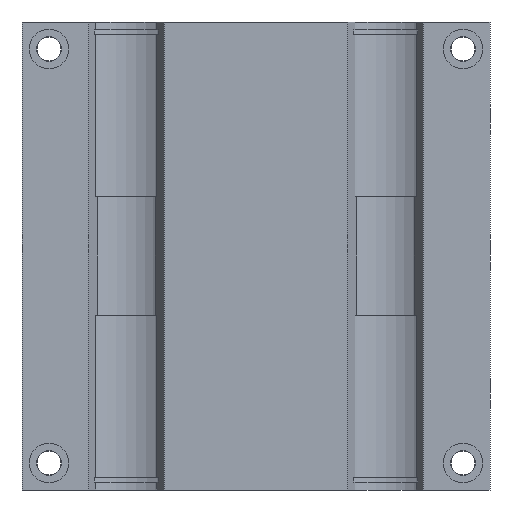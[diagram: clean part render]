
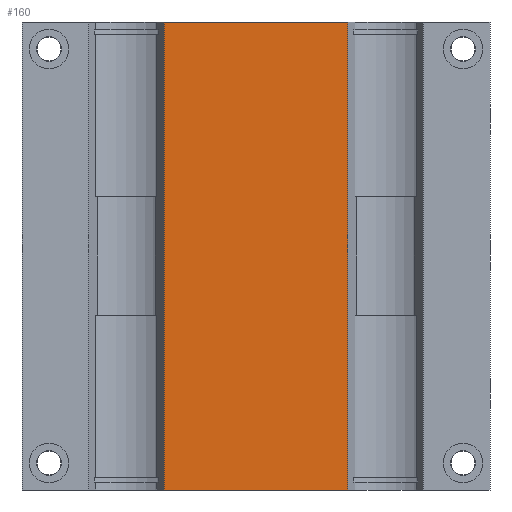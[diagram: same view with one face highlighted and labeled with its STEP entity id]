
A CAD part, front view. The second image highlights one B-rep face of the part: STEP entity #160.
In plain terms, the highlighted planar face has unit normal (0, -1, 0).
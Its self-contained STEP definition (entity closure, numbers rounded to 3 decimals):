
#160 = ADVANCED_FACE( '', ( #386 ), #387, .T. );
#386 = FACE_OUTER_BOUND( '', #677, .T. );
#387 = PLANE( '', #678 );
#677 = EDGE_LOOP( '', ( #1491, #1492, #1493, #1494 ) );
#678 = AXIS2_PLACEMENT_3D( '', #1495, #1496, #1497 );
#1491 = ORIENTED_EDGE( '', *, *, #2131, .T. );
#1492 = ORIENTED_EDGE( '', *, *, #2180, .T. );
#1493 = ORIENTED_EDGE( '', *, *, #2140, .T. );
#1494 = ORIENTED_EDGE( '', *, *, #2186, .T. );
#1495 = CARTESIAN_POINT( '', ( 65., 0., 0. ) );
#1496 = DIRECTION( '', ( 0., -1., 0. ) );
#1497 = DIRECTION( '', ( 1., 0., 0. ) );
#2131 = EDGE_CURVE( '', #2690, #2691, #2692, .T. );
#2140 = EDGE_CURVE( '', #2701, #2702, #2703, .T. );
#2180 = EDGE_CURVE( '', #2691, #2701, #2749, .T. );
#2186 = EDGE_CURVE( '', #2702, #2690, #2756, .T. );
#2690 = VERTEX_POINT( '', #3557 );
#2691 = VERTEX_POINT( '', #3558 );
#2692 = LINE( '', #3559, #3560 );
#2701 = VERTEX_POINT( '', #3577 );
#2702 = VERTEX_POINT( '', #3578 );
#2703 = LINE( '', #3579, #3580 );
#2749 = LINE( '', #3681, #3682 );
#2756 = LINE( '', #3691, #3692 );
#3557 = CARTESIAN_POINT( '', ( 25.511, 0., 0. ) );
#3558 = CARTESIAN_POINT( '', ( 25.511, 0., 130. ) );
#3559 = CARTESIAN_POINT( '', ( 25.511, 0., 65.5 ) );
#3560 = VECTOR( '', #4200, 1. );
#3577 = CARTESIAN_POINT( '', ( -25.511, 0., 130. ) );
#3578 = CARTESIAN_POINT( '', ( -25.511, 0., 0. ) );
#3579 = CARTESIAN_POINT( '', ( -25.511, 0., 65.5 ) );
#3580 = VECTOR( '', #4209, 1. );
#3681 = CARTESIAN_POINT( '', ( -65., 0., 130. ) );
#3682 = VECTOR( '', #4280, 1. );
#3691 = CARTESIAN_POINT( '', ( -65., 0., 0. ) );
#3692 = VECTOR( '', #4292, 1. );
#4200 = DIRECTION( '', ( 0., 0., 1. ) );
#4209 = DIRECTION( '', ( 0., 0., -1. ) );
#4280 = DIRECTION( '', ( -1., 0., 0. ) );
#4292 = DIRECTION( '', ( 1., 0., 0. ) );
